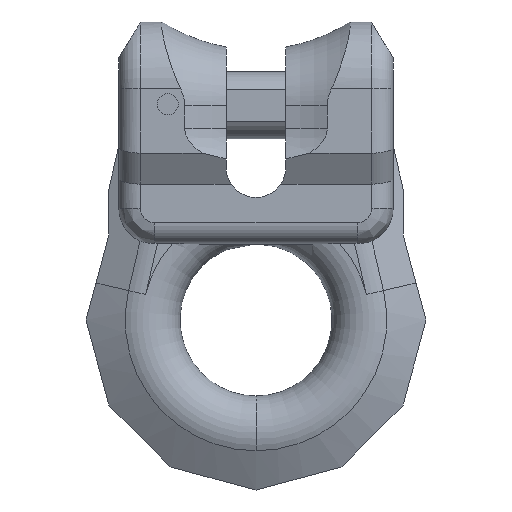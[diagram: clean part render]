
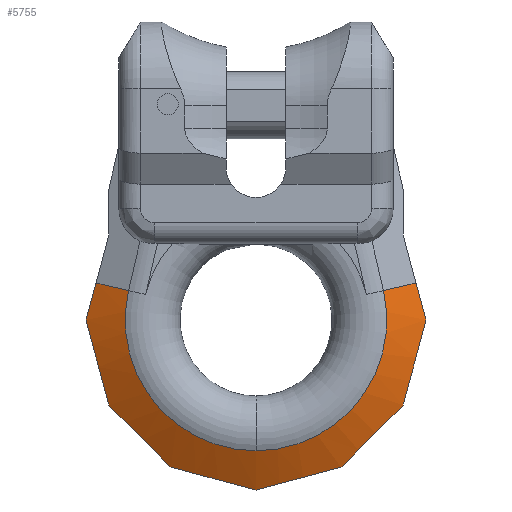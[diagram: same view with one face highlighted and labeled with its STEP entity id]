
A CAD part, front view. The second image highlights one B-rep face of the part: STEP entity #5755.
In plain terms, the highlighted conical face has half-angle 61.928 degrees and reference radius 25.232 mm.
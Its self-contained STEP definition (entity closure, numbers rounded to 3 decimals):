
#31=CARTESIAN_POINT('',(0.,-5.515,12.75));
#32=DIRECTION('',(0.,-1.,0.));
#33=DIRECTION('',(0.,0.,-1.));
#34=AXIS2_PLACEMENT_3D('',#31,#32,#33);
#145=DIRECTION('',(-0.86,-0.471,-0.198));
#146=VECTOR('',#145,6.376);
#147=CARTESIAN_POINT('',(26.86,-2.514,18.951));
#148=LINE('',#147,#146);
#257=CARTESIAN_POINT('',(0.,-2.005,-15.772));
#258=CARTESIAN_POINT('',(-0.794,-2.118,
-15.559));
#259=CARTESIAN_POINT('',(-2.38,-2.31,
-15.134));
#260=CARTESIAN_POINT('',(-4.754,-2.484,
-14.498));
#261=CARTESIAN_POINT('',(-7.131,-2.543,
-13.861));
#262=CARTESIAN_POINT('',(-9.507,-2.484,
-13.224));
#263=CARTESIAN_POINT('',(-11.881,-2.31,
-12.588));
#264=CARTESIAN_POINT('',(-13.467,-2.118,
-12.163));
#265=CARTESIAN_POINT('',(-14.261,-2.005,
-11.951));
#267=CARTESIAN_POINT('',(-14.261,-2.005,
-11.951));
#268=CARTESIAN_POINT('',(-14.842,-2.118,
-11.37));
#269=CARTESIAN_POINT('',(-16.003,-2.31,
-10.208));
#270=CARTESIAN_POINT('',(-17.741,-2.484,
-8.471));
#271=CARTESIAN_POINT('',(-19.481,-2.543,
-6.731));
#272=CARTESIAN_POINT('',(-21.221,-2.484,
-4.991));
#273=CARTESIAN_POINT('',(-22.958,-2.31,
-3.253));
#274=CARTESIAN_POINT('',(-24.12,-2.118,
-2.092));
#275=CARTESIAN_POINT('',(-24.701,-2.005,
-1.511));
#277=CARTESIAN_POINT('',(-24.701,-2.005,
-1.511));
#278=CARTESIAN_POINT('',(-24.913,-2.118,
-0.717));
#279=CARTESIAN_POINT('',(-25.338,-2.31,
0.869));
#280=CARTESIAN_POINT('',(-25.974,-2.484,3.243));
#281=CARTESIAN_POINT('',(-26.611,-2.543,5.62));
#282=CARTESIAN_POINT('',(-27.248,-2.484,7.996));
#283=CARTESIAN_POINT('',(-27.884,-2.31,10.37));
#284=CARTESIAN_POINT('',(-28.309,-2.118,11.956));
#285=CARTESIAN_POINT('',(-28.522,-2.005,12.75));
#287=CARTESIAN_POINT('',(-28.522,-2.005,12.75));
#288=CARTESIAN_POINT('',(-28.337,-2.104,13.44));
#289=CARTESIAN_POINT('',(-27.967,-2.274,14.819));
#290=CARTESIAN_POINT('',(-27.414,-2.445,16.884));
#291=CARTESIAN_POINT('',(-27.045,-2.501,18.262));
#292=CARTESIAN_POINT('',(-26.86,-2.514,18.951));
#294=CARTESIAN_POINT('',(26.86,-2.514,18.951));
#295=CARTESIAN_POINT('',(27.045,-2.501,18.261));
#296=CARTESIAN_POINT('',(27.415,-2.445,16.883));
#297=CARTESIAN_POINT('',(27.968,-2.274,14.818));
#298=CARTESIAN_POINT('',(28.337,-2.104,13.439));
#299=CARTESIAN_POINT('',(28.522,-2.005,12.75));
#301=CARTESIAN_POINT('',(28.522,-2.005,12.75));
#302=CARTESIAN_POINT('',(28.309,-2.118,11.956));
#303=CARTESIAN_POINT('',(27.884,-2.31,10.37));
#304=CARTESIAN_POINT('',(27.248,-2.484,7.996));
#305=CARTESIAN_POINT('',(26.611,-2.543,5.619));
#306=CARTESIAN_POINT('',(25.974,-2.484,3.243));
#307=CARTESIAN_POINT('',(25.338,-2.31,0.869));
#308=CARTESIAN_POINT('',(24.913,-2.118,
-0.717));
#309=CARTESIAN_POINT('',(24.701,-2.005,-1.511));
#311=CARTESIAN_POINT('',(24.701,-2.005,-1.511));
#312=CARTESIAN_POINT('',(24.12,-2.118,-2.092));
#313=CARTESIAN_POINT('',(22.958,-2.31,-3.253));
#314=CARTESIAN_POINT('',(21.221,-2.484,-4.991));
#315=CARTESIAN_POINT('',(19.481,-2.543,-6.731));
#316=CARTESIAN_POINT('',(17.741,-2.484,-8.471));
#317=CARTESIAN_POINT('',(16.003,-2.31,-10.208));
#318=CARTESIAN_POINT('',(14.842,-2.118,-11.37));
#319=CARTESIAN_POINT('',(14.261,-2.005,-11.951));
#321=CARTESIAN_POINT('',(14.261,-2.005,-11.951));
#322=CARTESIAN_POINT('',(13.467,-2.118,-12.163));
#323=CARTESIAN_POINT('',(11.881,-2.31,-12.588));
#324=CARTESIAN_POINT('',(9.507,-2.484,-13.224));
#325=CARTESIAN_POINT('',(7.13,-2.543,-13.861));
#326=CARTESIAN_POINT('',(4.754,-2.484,-14.498));
#327=CARTESIAN_POINT('',(2.38,-2.31,-15.134));
#328=CARTESIAN_POINT('',(0.794,-2.118,
-15.559));
#329=CARTESIAN_POINT('',(0.,-2.005,-15.772));
#1524=CARTESIAN_POINT('',(0.,-5.515,12.75));
#1525=DIRECTION('',(0.,1.,0.));
#1526=DIRECTION('',(0.,0.,-1.));
#1527=AXIS2_PLACEMENT_3D('',#1524,#1525,#1526);
#1616=DIRECTION('',(0.86,-0.471,-0.198));
#1617=VECTOR('',#1616,6.376);
#1618=CARTESIAN_POINT('',(-26.86,-2.514,
18.951));
#1619=LINE('',#1618,#1617);
#4285=CARTESIAN_POINT('',(-21.379,-5.515,
17.686));
#4287=VERTEX_POINT('',#4285);
#4289=CARTESIAN_POINT('',(0.,-5.515,-9.191));
#4290=VERTEX_POINT('',#4289);
#4291=CARTESIAN_POINT('',(21.379,-5.515,17.686));
#4293=VERTEX_POINT('',#4291);
#4516=VERTEX_POINT('',#257);
#4517=VERTEX_POINT('',#265);
#4518=VERTEX_POINT('',#275);
#4519=VERTEX_POINT('',#285);
#4520=VERTEX_POINT('',#292);
#4521=VERTEX_POINT('',#294);
#4522=VERTEX_POINT('',#299);
#4523=VERTEX_POINT('',#309);
#4524=VERTEX_POINT('',#319);
#5731=CARTESIAN_POINT('',(0.,-3.76,12.75));
#5732=DIRECTION('',(0.,1.,0.));
#5733=DIRECTION('',(0.,0.,1.));
#5734=AXIS2_PLACEMENT_3D('',#5731,#5732,#5733);
#5735=CONICAL_SURFACE('',#5734,25.232,61.928);
#5736=ORIENTED_EDGE('',*,*,#5685,.T.);
#5738=ORIENTED_EDGE('',*,*,#5737,.T.);
#5740=ORIENTED_EDGE('',*,*,#5739,.T.);
#5742=ORIENTED_EDGE('',*,*,#5741,.T.);
#5744=ORIENTED_EDGE('',*,*,#5743,.T.);
#5746=ORIENTED_EDGE('',*,*,#5745,.F.);
#5747=ORIENTED_EDGE('',*,*,#5461,.T.);
#5748=ORIENTED_EDGE('',*,*,#5615,.F.);
#5749=ORIENTED_EDGE('',*,*,#5640,.T.);
#5750=ORIENTED_EDGE('',*,*,#5726,.T.);
#5751=ORIENTED_EDGE('',*,*,#5713,.T.);
#5752=ORIENTED_EDGE('',*,*,#5699,.T.);
#5753=EDGE_LOOP('',(#5736,#5738,#5740,#5742,#5744,#5746,#5747,#5748,#5749,#5750,
#5751,#5752));
#5754=FACE_OUTER_BOUND('',#5753,.F.);
#5755=ADVANCED_FACE('',(#5754),#5735,.T.);
#35=CIRCLE('',#34,21.941);
#266=B_SPLINE_CURVE_WITH_KNOTS('',3,(#257,#258,#259,#260,#261,#262,#263,#264,
#265),.UNSPECIFIED.,.F.,.F.,(4,1,1,1,1,1,4),(0.,0.167,
0.333,0.5,0.667,0.833,1.),
.UNSPECIFIED.);
#276=B_SPLINE_CURVE_WITH_KNOTS('',3,(#267,#268,#269,#270,#271,#272,#273,#274,
#275),.UNSPECIFIED.,.F.,.F.,(4,1,1,1,1,1,4),(0.,0.167,
0.333,0.5,0.667,0.833,1.),
.UNSPECIFIED.);
#286=B_SPLINE_CURVE_WITH_KNOTS('',3,(#277,#278,#279,#280,#281,#282,#283,#284,
#285),.UNSPECIFIED.,.F.,.F.,(4,1,1,1,1,1,4),(0.,0.167,
0.333,0.5,0.667,0.833,1.),
.UNSPECIFIED.);
#293=B_SPLINE_CURVE_WITH_KNOTS('',3,(#287,#288,#289,#290,#291,#292),
.UNSPECIFIED.,.F.,.F.,(4,1,1,4),(0.,0.333,0.667,1.),
.UNSPECIFIED.);
#300=B_SPLINE_CURVE_WITH_KNOTS('',3,(#294,#295,#296,#297,#298,#299),
.UNSPECIFIED.,.F.,.F.,(4,1,1,4),(0.,0.333,0.667,1.),
.UNSPECIFIED.);
#310=B_SPLINE_CURVE_WITH_KNOTS('',3,(#301,#302,#303,#304,#305,#306,#307,#308,
#309),.UNSPECIFIED.,.F.,.F.,(4,1,1,1,1,1,4),(0.,0.167,
0.333,0.5,0.667,0.833,1.),
.UNSPECIFIED.);
#320=B_SPLINE_CURVE_WITH_KNOTS('',3,(#311,#312,#313,#314,#315,#316,#317,#318,
#319),.UNSPECIFIED.,.F.,.F.,(4,1,1,1,1,1,4),(0.,0.167,
0.333,0.5,0.667,0.833,1.),
.UNSPECIFIED.);
#330=B_SPLINE_CURVE_WITH_KNOTS('',3,(#321,#322,#323,#324,#325,#326,#327,#328,
#329),.UNSPECIFIED.,.F.,.F.,(4,1,1,1,1,1,4),(0.,0.167,
0.333,0.5,0.667,0.833,1.),
.UNSPECIFIED.);
#1528=CIRCLE('',#1527,21.941);
#5461=EDGE_CURVE('',#4290,#4293,#35,.T.);
#5615=EDGE_CURVE('',#4521,#4293,#148,.T.);
#5640=EDGE_CURVE('',#4521,#4522,#300,.T.);
#5685=EDGE_CURVE('',#4516,#4517,#266,.T.);
#5699=EDGE_CURVE('',#4524,#4516,#330,.T.);
#5713=EDGE_CURVE('',#4523,#4524,#320,.T.);
#5726=EDGE_CURVE('',#4522,#4523,#310,.T.);
#5737=EDGE_CURVE('',#4517,#4518,#276,.T.);
#5739=EDGE_CURVE('',#4518,#4519,#286,.T.);
#5741=EDGE_CURVE('',#4519,#4520,#293,.T.);
#5743=EDGE_CURVE('',#4520,#4287,#1619,.T.);
#5745=EDGE_CURVE('',#4290,#4287,#1528,.T.);
